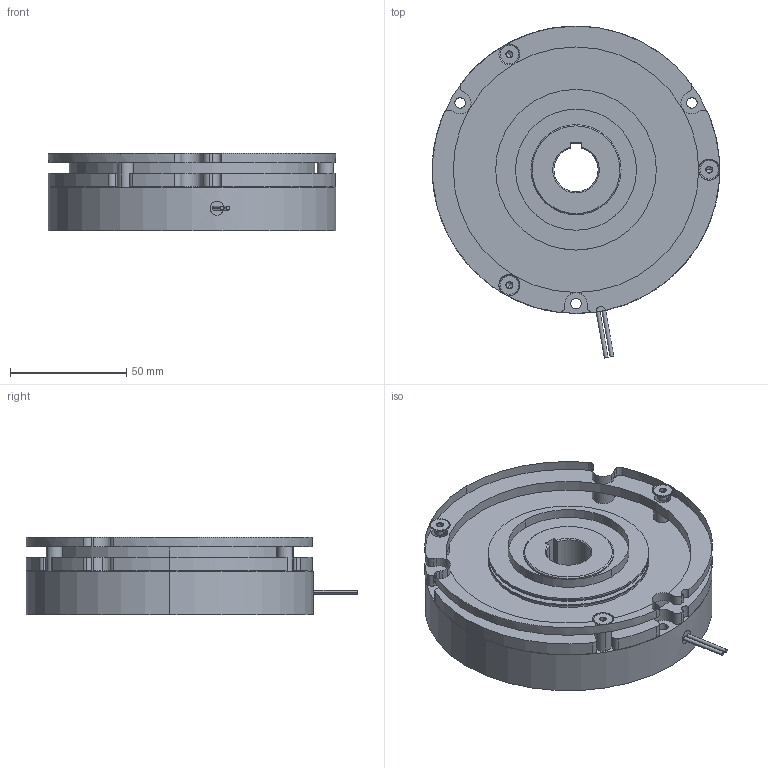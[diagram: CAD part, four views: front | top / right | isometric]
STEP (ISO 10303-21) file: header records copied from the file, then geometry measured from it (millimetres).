
FILE_DESCRIPTION (( 'STEP AP214' ), '1' );
FILE_NAME ('23864500.STEP', '2019-05-22T01:58:39', ( '' ), ( '' ), 'SwSTEP 2.0', 'SolidWorks 2018', '' );
FILE_SCHEMA (( 'AUTOMOTIVE_DESIGN' ));
Length unit declared in the file: millimetre
Products named in the file (1): 23864500
Bounding box: 123.5 x 142.61 x 33.3 mm (x, y, z)
Volume: 339322.3 mm3; surface area: 80098.8 mm2
Topology: 1 solids, 5 shells, 246 faces, 607 edges, 377 vertices
Faces by surface type: cylinder 125, plane 66, cone 51, torus 4
Entity records: 10303 total; most frequent: CARTESIAN_POINT 1611, DIRECTION 1346, ORIENTED_EDGE 1202, EDGE_CURVE 601, AXIS2_PLACEMENT_3D 556, VERTEX_POINT 377, CIRCLE 309, EDGE_LOOP 282
